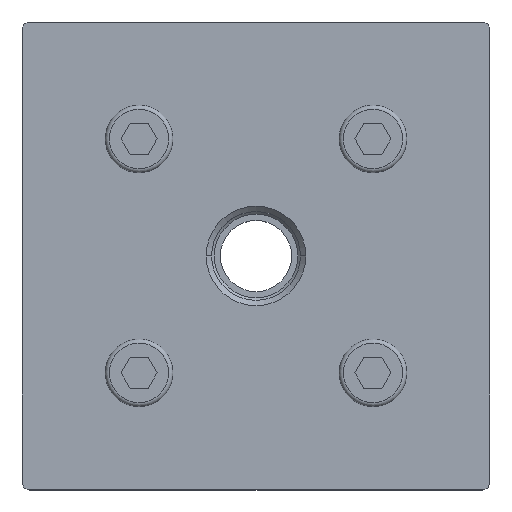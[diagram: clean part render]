
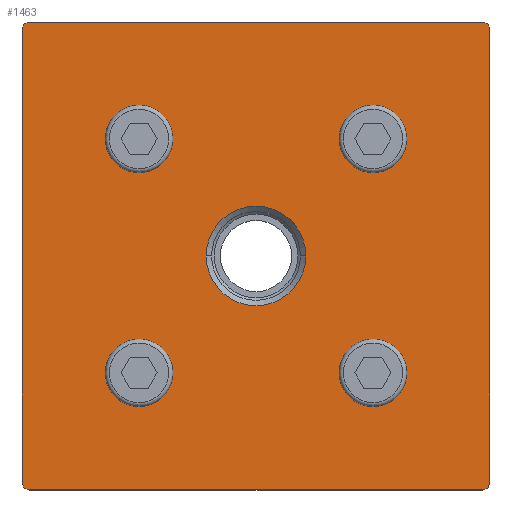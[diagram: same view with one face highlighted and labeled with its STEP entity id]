
A CAD part, top view. The second image highlights one B-rep face of the part: STEP entity #1463.
In plain terms, the highlighted planar face has unit normal (0, 0, 1).
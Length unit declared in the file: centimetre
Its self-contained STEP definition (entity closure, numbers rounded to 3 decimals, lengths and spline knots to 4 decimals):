
#31=FACE_BOUND('',#221,.T.);
#32=FACE_BOUND('',#222,.T.);
#33=FACE_BOUND('',#223,.T.);
#34=FACE_BOUND('',#224,.T.);
#35=FACE_BOUND('',#225,.T.);
#60=PLANE('',#1575);
#127=FACE_OUTER_BOUND('',#220,.T.);
#220=EDGE_LOOP('',(#1045,#1046,#1047,#1048,#1049,#1050,#1051,#1052));
#221=EDGE_LOOP('',(#1053));
#222=EDGE_LOOP('',(#1054));
#223=EDGE_LOOP('',(#1055));
#224=EDGE_LOOP('',(#1056));
#225=EDGE_LOOP('',(#1057,#1058));
#340=LINE('',#2238,#471);
#341=LINE('',#2242,#472);
#342=LINE('',#2246,#473);
#343=LINE('',#2250,#474);
#471=VECTOR('',#1776,1.);
#472=VECTOR('',#1779,1.);
#473=VECTOR('',#1782,1.);
#474=VECTOR('',#1785,1.);
#595=CIRCLE('',#1556,4.5);
#597=CIRCLE('',#1559,4.5);
#605=CIRCLE('',#1572,9.5725);
#606=CIRCLE('',#1574,9.5725);
#607=CIRCLE('',#1576,1.5);
#608=CIRCLE('',#1577,1.5);
#609=CIRCLE('',#1578,1.5);
#610=CIRCLE('',#1579,1.5);
#611=CIRCLE('',#1580,4.5);
#612=CIRCLE('',#1581,4.5);
#671=VERTEX_POINT('',#2195);
#673=VERTEX_POINT('',#2201);
#682=VERTEX_POINT('',#2228);
#683=VERTEX_POINT('',#2230);
#684=VERTEX_POINT('',#2236);
#685=VERTEX_POINT('',#2237);
#686=VERTEX_POINT('',#2239);
#687=VERTEX_POINT('',#2241);
#688=VERTEX_POINT('',#2243);
#689=VERTEX_POINT('',#2245);
#690=VERTEX_POINT('',#2247);
#691=VERTEX_POINT('',#2249);
#692=VERTEX_POINT('',#2252);
#693=VERTEX_POINT('',#2254);
#808=EDGE_CURVE('',#671,#671,#595,.T.);
#811=EDGE_CURVE('',#673,#673,#597,.T.);
#824=EDGE_CURVE('',#682,#683,#605,.T.);
#826=EDGE_CURVE('',#683,#682,#606,.T.);
#827=EDGE_CURVE('',#684,#685,#340,.T.);
#828=EDGE_CURVE('',#685,#686,#607,.T.);
#829=EDGE_CURVE('',#686,#687,#341,.T.);
#830=EDGE_CURVE('',#687,#688,#608,.T.);
#831=EDGE_CURVE('',#688,#689,#342,.T.);
#832=EDGE_CURVE('',#689,#690,#609,.T.);
#833=EDGE_CURVE('',#690,#691,#343,.T.);
#834=EDGE_CURVE('',#691,#684,#610,.T.);
#835=EDGE_CURVE('',#692,#692,#611,.T.);
#836=EDGE_CURVE('',#693,#693,#612,.T.);
#1045=ORIENTED_EDGE('',*,*,#827,.T.);
#1046=ORIENTED_EDGE('',*,*,#828,.T.);
#1047=ORIENTED_EDGE('',*,*,#829,.T.);
#1048=ORIENTED_EDGE('',*,*,#830,.T.);
#1049=ORIENTED_EDGE('',*,*,#831,.T.);
#1050=ORIENTED_EDGE('',*,*,#832,.T.);
#1051=ORIENTED_EDGE('',*,*,#833,.T.);
#1052=ORIENTED_EDGE('',*,*,#834,.T.);
#1053=ORIENTED_EDGE('',*,*,#808,.T.);
#1054=ORIENTED_EDGE('',*,*,#811,.T.);
#1055=ORIENTED_EDGE('',*,*,#835,.T.);
#1056=ORIENTED_EDGE('',*,*,#836,.T.);
#1057=ORIENTED_EDGE('',*,*,#824,.F.);
#1058=ORIENTED_EDGE('',*,*,#826,.F.);
#1463=ADVANCED_FACE('',(#127,#31,#32,#33,#34,#35),#60,.T.);
#1556=AXIS2_PLACEMENT_3D('',#2197,#1729,#1730);
#1559=AXIS2_PLACEMENT_3D('',#2203,#1736,#1737);
#1572=AXIS2_PLACEMENT_3D('',#2231,#1767,#1768);
#1574=AXIS2_PLACEMENT_3D('',#2234,#1772,#1773);
#1575=AXIS2_PLACEMENT_3D('',#2235,#1774,#1775);
#1576=AXIS2_PLACEMENT_3D('',#2240,#1777,#1778);
#1577=AXIS2_PLACEMENT_3D('',#2244,#1780,#1781);
#1578=AXIS2_PLACEMENT_3D('',#2248,#1783,#1784);
#1579=AXIS2_PLACEMENT_3D('',#2251,#1786,#1787);
#1580=AXIS2_PLACEMENT_3D('',#2253,#1788,#1789);
#1581=AXIS2_PLACEMENT_3D('',#2255,#1790,#1791);
#1729=DIRECTION('center_axis',(0.,0.,-1.));
#1730=DIRECTION('ref_axis',(-1.,0.,0.));
#1736=DIRECTION('center_axis',(0.,0.,-1.));
#1737=DIRECTION('ref_axis',(-1.,0.,0.));
#1767=DIRECTION('center_axis',(0.,0.,1.));
#1768=DIRECTION('ref_axis',(1.,0.,0.));
#1772=DIRECTION('center_axis',(0.,0.,1.));
#1773=DIRECTION('ref_axis',(1.,0.,0.));
#1774=DIRECTION('center_axis',(0.,0.,1.));
#1775=DIRECTION('ref_axis',(1.,0.,0.));
#1776=DIRECTION('',(1.,0.,0.));
#1777=DIRECTION('center_axis',(0.,0.,1.));
#1778=DIRECTION('ref_axis',(0.,-1.,0.));
#1779=DIRECTION('',(0.,1.,0.));
#1780=DIRECTION('center_axis',(0.,0.,1.));
#1781=DIRECTION('ref_axis',(1.,0.,0.));
#1782=DIRECTION('',(-1.,0.,0.));
#1783=DIRECTION('center_axis',(0.,0.,1.));
#1784=DIRECTION('ref_axis',(0.,1.,0.));
#1785=DIRECTION('',(0.,-1.,0.));
#1786=DIRECTION('center_axis',(0.,0.,1.));
#1787=DIRECTION('ref_axis',(-1.,0.,0.));
#1788=DIRECTION('center_axis',(0.,0.,-1.));
#1789=DIRECTION('ref_axis',(-1.,0.,0.));
#1790=DIRECTION('center_axis',(0.,0.,-1.));
#1791=DIRECTION('ref_axis',(-1.,0.,0.));
#2195=CARTESIAN_POINT('',(27.,22.5,17.));
#2197=CARTESIAN_POINT('Origin',(22.5,22.5,17.));
#2201=CARTESIAN_POINT('',(72.,22.5,17.));
#2203=CARTESIAN_POINT('Origin',(67.5,22.5,17.));
#2228=CARTESIAN_POINT('',(54.5725,45.,17.));
#2230=CARTESIAN_POINT('',(35.4275,45.,17.));
#2231=CARTESIAN_POINT('Origin',(45.,45.,17.));
#2234=CARTESIAN_POINT('Origin',(45.,45.,17.));
#2235=CARTESIAN_POINT('Origin',(45.,45.,17.));
#2236=CARTESIAN_POINT('',(1.5,0.,17.));
#2237=CARTESIAN_POINT('',(88.5,0.,17.));
#2238=CARTESIAN_POINT('',(1.5,0.,17.));
#2239=CARTESIAN_POINT('',(90.,1.5,17.));
#2240=CARTESIAN_POINT('Origin',(88.5,1.5,17.));
#2241=CARTESIAN_POINT('',(90.,88.5,17.));
#2242=CARTESIAN_POINT('',(90.,1.5,17.));
#2243=CARTESIAN_POINT('',(88.5,90.,17.));
#2244=CARTESIAN_POINT('Origin',(88.5,88.5,17.));
#2245=CARTESIAN_POINT('',(1.5,90.,17.));
#2246=CARTESIAN_POINT('',(88.5,90.,17.));
#2247=CARTESIAN_POINT('',(0.,88.5,17.));
#2248=CARTESIAN_POINT('Origin',(1.5,88.5,17.));
#2249=CARTESIAN_POINT('',(0.,1.5,17.));
#2250=CARTESIAN_POINT('',(0.,88.5,17.));
#2251=CARTESIAN_POINT('Origin',(1.5,1.5,17.));
#2252=CARTESIAN_POINT('',(72.,67.5,17.));
#2253=CARTESIAN_POINT('Origin',(67.5,67.5,17.));
#2254=CARTESIAN_POINT('',(27.,67.5,17.));
#2255=CARTESIAN_POINT('Origin',(22.5,67.5,17.));
